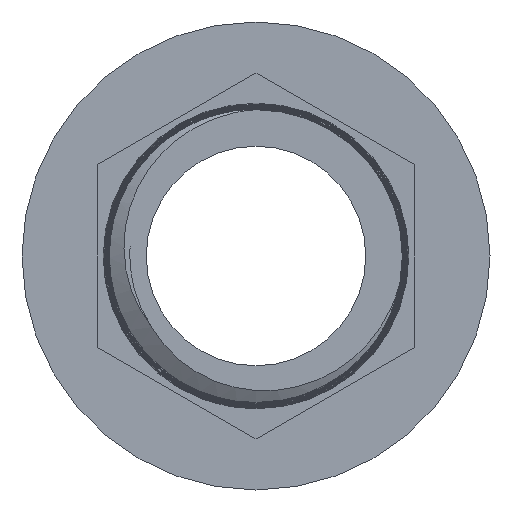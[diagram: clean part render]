
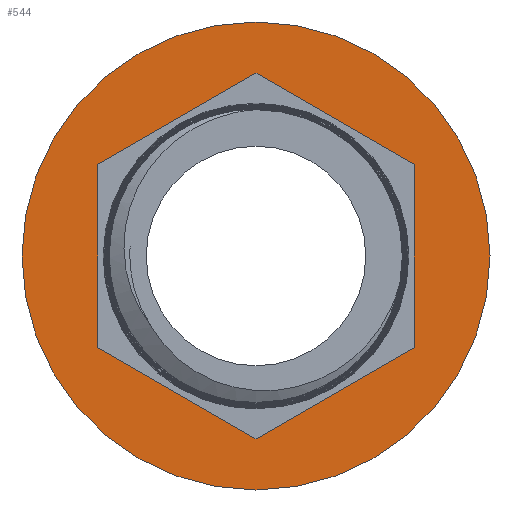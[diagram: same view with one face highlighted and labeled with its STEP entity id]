
A CAD part, front view. The second image highlights one B-rep face of the part: STEP entity #544.
In plain terms, the highlighted planar face has unit normal (0, -1, 0).
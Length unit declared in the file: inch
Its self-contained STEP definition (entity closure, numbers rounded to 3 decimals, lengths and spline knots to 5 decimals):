
#22=FACE_BOUND('',#93,.T.);
#29=PLANE('',#603);
#56=FACE_OUTER_BOUND('',#92,.T.);
#92=EDGE_LOOP('',(#423));
#93=EDGE_LOOP('',(#424,#425,#426,#427,#428,#429));
#123=CIRCLE('',#604,0.39981);
#166=LINE('',#2174,#203);
#167=LINE('',#2176,#204);
#168=LINE('',#2178,#205);
#169=LINE('',#2180,#206);
#170=LINE('',#2182,#207);
#171=LINE('',#2183,#208);
#203=VECTOR('',#700,0.3937);
#204=VECTOR('',#701,0.3937);
#205=VECTOR('',#702,0.3937);
#206=VECTOR('',#703,0.3937);
#207=VECTOR('',#704,0.3937);
#208=VECTOR('',#705,0.3937);
#260=VERTEX_POINT('',#2170);
#261=VERTEX_POINT('',#2172);
#262=VERTEX_POINT('',#2173);
#263=VERTEX_POINT('',#2175);
#264=VERTEX_POINT('',#2177);
#265=VERTEX_POINT('',#2179);
#266=VERTEX_POINT('',#2181);
#325=EDGE_CURVE('',#260,#260,#123,.F.);
#326=EDGE_CURVE('',#261,#262,#166,.T.);
#327=EDGE_CURVE('',#262,#263,#167,.T.);
#328=EDGE_CURVE('',#263,#264,#168,.T.);
#329=EDGE_CURVE('',#264,#265,#169,.T.);
#330=EDGE_CURVE('',#265,#266,#170,.T.);
#331=EDGE_CURVE('',#266,#261,#171,.T.);
#423=ORIENTED_EDGE('',*,*,#325,.F.);
#424=ORIENTED_EDGE('',*,*,#326,.T.);
#425=ORIENTED_EDGE('',*,*,#327,.T.);
#426=ORIENTED_EDGE('',*,*,#328,.T.);
#427=ORIENTED_EDGE('',*,*,#329,.T.);
#428=ORIENTED_EDGE('',*,*,#330,.T.);
#429=ORIENTED_EDGE('',*,*,#331,.T.);
#544=ADVANCED_FACE('',(#56,#22),#29,.F.);
#603=AXIS2_PLACEMENT_3D('',#2169,#696,#697);
#604=AXIS2_PLACEMENT_3D('',#2171,#698,#699);
#696=DIRECTION('center_axis',(0.,1.,0.));
#697=DIRECTION('ref_axis',(0.,0.,1.));
#698=DIRECTION('center_axis',(0.,-1.,0.));
#699=DIRECTION('ref_axis',(-1.,0.,0.));
#700=DIRECTION('',(0.866,0.,0.5));
#701=DIRECTION('',(0.866,0.,-0.5));
#702=DIRECTION('',(0.,0.,-1.));
#703=DIRECTION('',(-0.866,0.,-0.5));
#704=DIRECTION('',(-0.866,0.,0.5));
#705=DIRECTION('',(0.,0.,1.));
#2169=CARTESIAN_POINT('Origin',(0.,0.67695,0.));
#2170=CARTESIAN_POINT('',(0.39981,0.67695,0.));
#2171=CARTESIAN_POINT('Origin',(0.,0.67695,0.));
#2172=CARTESIAN_POINT('',(-0.27063,0.67695,0.15625));
#2173=CARTESIAN_POINT('',(0.,0.67695,0.3125));
#2174=CARTESIAN_POINT('',(-0.27063,0.67695,0.15625));
#2175=CARTESIAN_POINT('',(0.27063,0.67695,0.15625));
#2176=CARTESIAN_POINT('',(0.,0.67695,0.3125));
#2177=CARTESIAN_POINT('',(0.27063,0.67695,-0.15625));
#2178=CARTESIAN_POINT('',(0.27063,0.67695,0.15625));
#2179=CARTESIAN_POINT('',(0.,0.67695,-0.3125));
#2180=CARTESIAN_POINT('',(0.27063,0.67695,-0.15625));
#2181=CARTESIAN_POINT('',(-0.27063,0.67695,-0.15625));
#2182=CARTESIAN_POINT('',(0.,0.67695,-0.3125));
#2183=CARTESIAN_POINT('',(-0.27063,0.67695,-0.15625));
